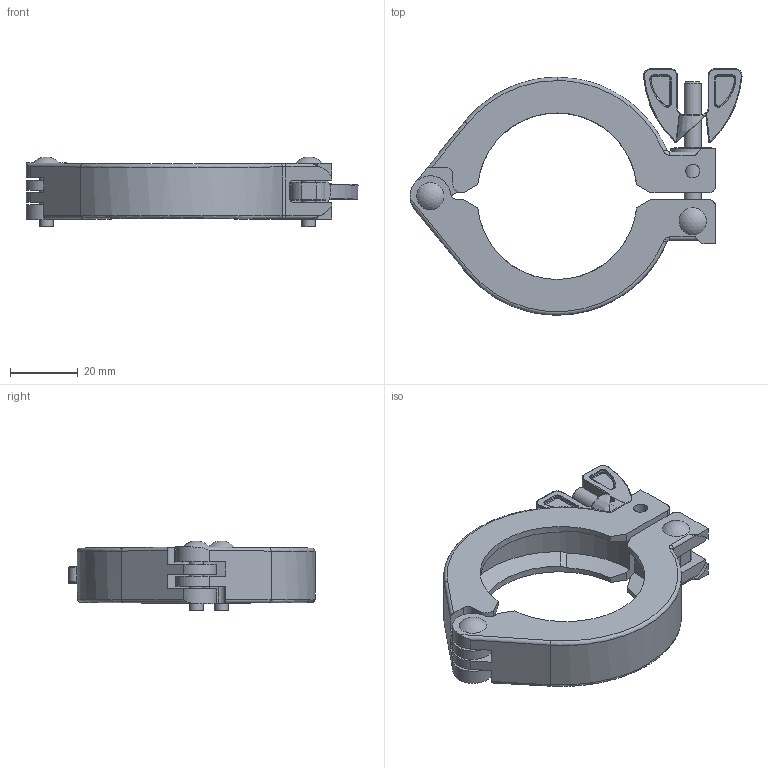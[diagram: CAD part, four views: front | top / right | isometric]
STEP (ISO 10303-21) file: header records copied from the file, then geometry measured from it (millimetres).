
FILE_DESCRIPTION(/* description */ (''),/* implementation_level */ '2;1');
FILE_NAME(/* name */ 'FL-C40KF.stp',/* time_stamp */ '2018-03-28T15:44:11+01:00',/* author */ ('paul'),/* organization */ (''),/* preprocessor_version */ 'ST-DEVELOPER v17',/* originating_system */ 'Autodesk Inventor 2018',/* authorisation */ '');
FILE_SCHEMA (('AUTOMOTIVE_DESIGN { 1 0 10303 214 3 1 1 }'));
Length unit declared in the file: millimetre
Products named in the file (1): 21010811
Bounding box: 97.69 x 72.5 x 20.56 mm (x, y, z)
Volume: 29426.3 mm3; surface area: 18836.6 mm2
Topology: 7 solids, 7 shells, 329 faces, 847 edges, 537 vertices
Faces by surface type: cylinder 118, plane 95, torus 62, bspline 38, cone 14, sphere 2
Full cylindrical faces by diameter (mm): 3.3 x2, 4 x2, 4.1 x8, 4.2 x1, 4.4 x1, 4.5 x1, 5 x1, 5.2 x1, 13 x1
Entity records: 11617 total; most frequent: CARTESIAN_POINT 3536, DIRECTION 1744, ORIENTED_EDGE 1686, EDGE_CURVE 843, AXIS2_PLACEMENT_3D 709, VERTEX_POINT 537, EDGE_LOOP 360, CIRCLE 355
